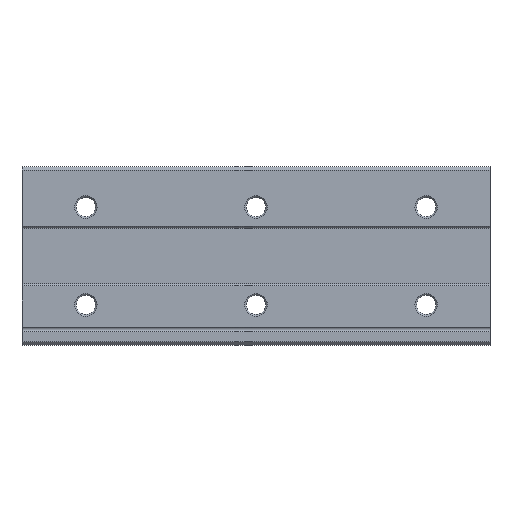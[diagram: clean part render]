
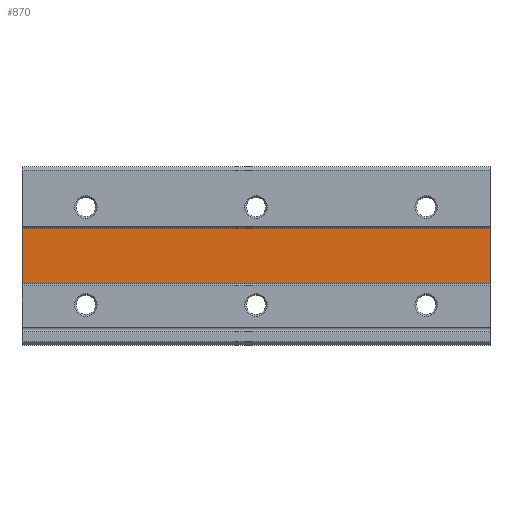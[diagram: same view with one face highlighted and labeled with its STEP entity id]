
A CAD part, front view. The second image highlights one B-rep face of the part: STEP entity #870.
In plain terms, the highlighted planar face has unit normal (0, -1, 0).
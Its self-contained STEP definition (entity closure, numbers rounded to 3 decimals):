
#514 = VERTEX_POINT ( 'NONE', #1979 ) ;
#515 = VERTEX_POINT ( 'NONE', #1977 ) ;
#516 = EDGE_CURVE ( 'NONE', #515, #514, #1976, .T. ) ;
#517 = ORIENTED_EDGE ( 'NONE', *, *, #516, .T. ) ;
#518 = VERTEX_POINT ( 'NONE', #1972 ) ;
#519 = EDGE_CURVE ( 'NONE', #515, #518, #1971, .T. ) ;
#520 = VERTEX_POINT ( 'NONE', #1967 ) ;
#521 = ORIENTED_EDGE ( 'NONE', *, *, #519, .F. ) ;
#868 = EDGE_LOOP ( 'NONE', ( #970, #521, #517, #879 ) ) ;
#870 = ADVANCED_FACE ( 'NONE', ( #2015 ), #2013, .T. ) ;
#879 = ORIENTED_EDGE ( 'NONE', *, *, #887, .T. ) ;
#887 = EDGE_CURVE ( 'NONE', #514, #520, #2041, .T. ) ;
#969 = EDGE_CURVE ( 'NONE', #518, #520, #2175, .T. ) ;
#970 = ORIENTED_EDGE ( 'NONE', *, *, #969, .F. ) ;
#1967 = CARTESIAN_POINT ( 'NONE',  ( 0., 0.5, -6.5 ) ) ;
#1968 = DIRECTION ( 'NONE',  ( 1., 0., 0. ) ) ;
#1969 = VECTOR ( 'NONE', #1968, 1000. ) ;
#1970 = CARTESIAN_POINT ( 'NONE',  ( -110., 0.5, 6.5 ) ) ;
#1971 = LINE ( 'NONE', #1970, #1969 ) ;
#1972 = CARTESIAN_POINT ( 'NONE',  ( 0., 0.5, 6.5 ) ) ;
#1973 = DIRECTION ( 'NONE',  ( 0., 0., -1. ) ) ;
#1974 = VECTOR ( 'NONE', #1973, 1000. ) ;
#1975 = CARTESIAN_POINT ( 'NONE',  ( -110., 0.5, 6.5 ) ) ;
#1976 = LINE ( 'NONE', #1975, #1974 ) ;
#1977 = CARTESIAN_POINT ( 'NONE',  ( -110., 0.5, 6.5 ) ) ;
#1979 = CARTESIAN_POINT ( 'NONE',  ( -110., 0.5, -6.5 ) ) ;
#2009 = DIRECTION ( 'NONE',  ( 0., 0., -1. ) ) ;
#2010 = DIRECTION ( 'NONE',  ( 0., -1., 0. ) ) ;
#2011 = CARTESIAN_POINT ( 'NONE',  ( -110., 0.5, 6.5 ) ) ;
#2012 = AXIS2_PLACEMENT_3D ( 'NONE', #2011, #2010, #2009 ) ;
#2013 = PLANE ( 'NONE',  #2012 ) ;
#2015 = FACE_OUTER_BOUND ( 'NONE', #868, .T. ) ;
#2038 = DIRECTION ( 'NONE',  ( 1., 0., 0. ) ) ;
#2039 = VECTOR ( 'NONE', #2038, 1000. ) ;
#2040 = CARTESIAN_POINT ( 'NONE',  ( -110., 0.5, -6.5 ) ) ;
#2041 = LINE ( 'NONE', #2040, #2039 ) ;
#2172 = DIRECTION ( 'NONE',  ( 0., 0., -1. ) ) ;
#2173 = VECTOR ( 'NONE', #2172, 1000. ) ;
#2174 = CARTESIAN_POINT ( 'NONE',  ( 0., 0.5, 6.5 ) ) ;
#2175 = LINE ( 'NONE', #2174, #2173 ) ;
